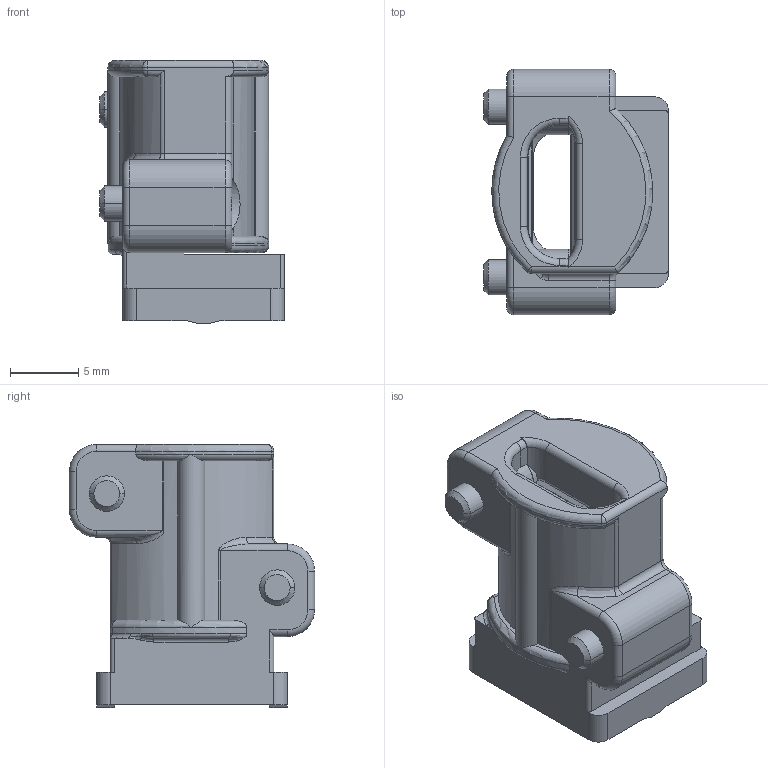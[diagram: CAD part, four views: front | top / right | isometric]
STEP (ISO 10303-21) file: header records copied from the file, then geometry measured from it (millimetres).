
FILE_DESCRIPTION(('Creo Elements/Direct Modeling STEP Export'),'2;1');
FILE_NAME('0ln7uvk45o49m3j2964','2016-11-16T 8:38:48',(''),(''),'PTC Creo Elements/Direct Modeling STEP processor for AP214 (Solid Model)','PTC Creo Elements/Direct Modeling 19.0E 27-Jun-2016 (C) Parametric Technology GmbH','');
FILE_SCHEMA(('AUTOMOTIVE_DESIGN { 1 0 10303 214 1 1 1 1 }'));
Length unit declared in the file: millimetre
Products named in the file (2): CX_5-7_CA
Assembly tree (1 placements, depth 2):
  CX_5-7_CA
    CX_5-7_CA
Bounding box: 13.55 x 18 x 19.3 mm (x, y, z)
Volume: 1812.5 mm3; surface area: 1928.1 mm2
Topology: 1 solids, 3 shells, 422 faces, 1069 edges, 647 vertices
Faces by surface type: cylinder 150, plane 123, bspline 84, torus 40, cone 22, sphere 3
Entity records: 28759 total; most frequent: CARTESIAN_POINT 19773, ORIENTED_EDGE 2132, DIRECTION 1524, EDGE_CURVE 1066, VERTEX_POINT 647, AXIS2_PLACEMENT_3D 552, EDGE_LOOP 427, FACE_OUTER_BOUND 422
